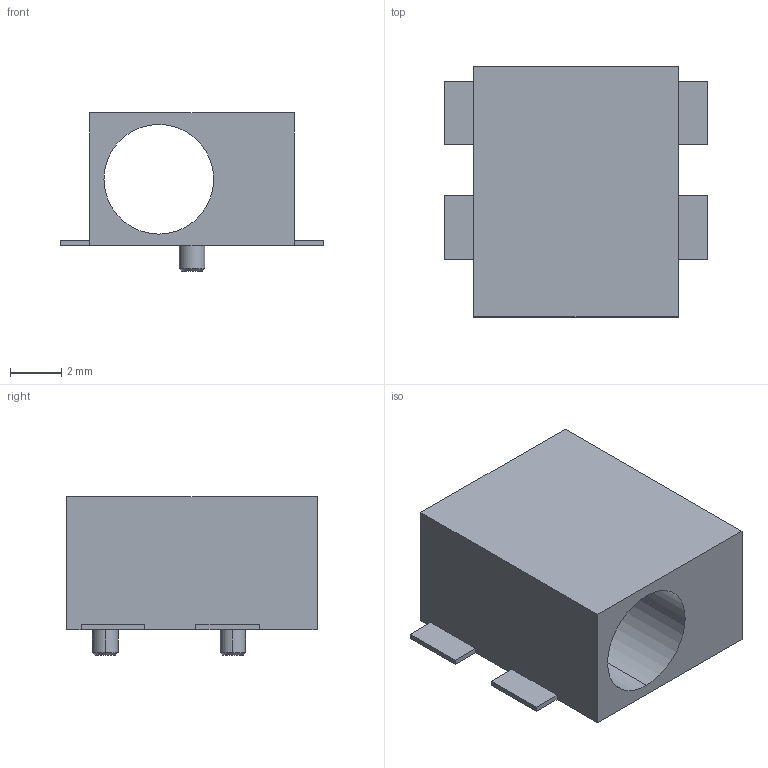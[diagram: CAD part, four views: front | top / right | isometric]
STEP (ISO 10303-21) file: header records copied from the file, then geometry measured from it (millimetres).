
FILE_DESCRIPTION((''),'2;1');
FILE_NAME('DC033A','2012-09-18T',('Administrator'),(''),'PRO/ENGINEER BY PARAMETRIC TECHNOLOGY CORPORATION, 2008230','PRO/ENGINEER BY PARAMETRIC TECHNOLOGY CORPORATION, 2008230','');
FILE_SCHEMA(('AUTOMOTIVE_DESIGN_CC2 { 1 2 10303 214 -1 1 5 2 }'));
Length unit declared in the file: millimetre
Products named in the file (1): DC033A
Bounding box: 10.3 x 9.8 x 6.2 mm (x, y, z)
Volume: 269.2 mm3; surface area: 476 mm2
Topology: 1 solids, 1 shells, 34 faces, 623 edges, 596 vertices
Faces by surface type: plane 24, cylinder 6, cone 4
Entity records: 6537 total; most frequent: CARTESIAN_POINT 714, DIRECTION 709, PRESENTATION_STYLE_ASSIGNMENT 691, STYLED_ITEM 683, CURVE_STYLE 653, VECTOR 607, LINE 607, TRIMMED_CURVE 537
